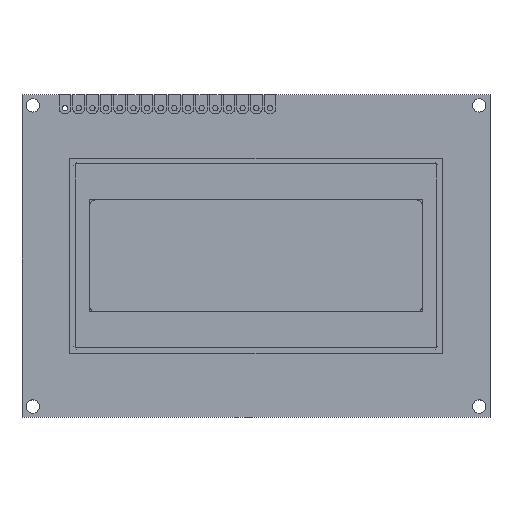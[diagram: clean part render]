
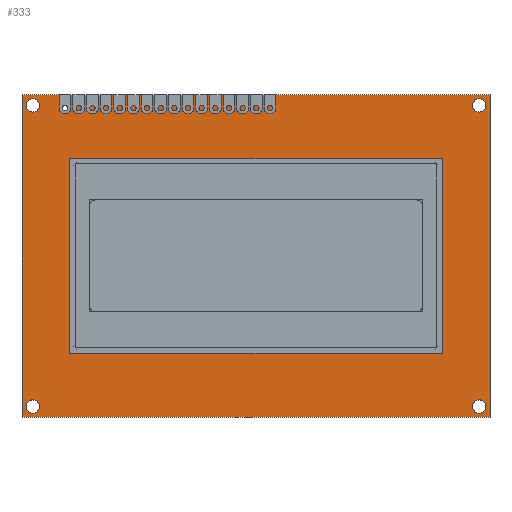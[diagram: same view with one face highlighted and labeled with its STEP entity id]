
A CAD part, top view. The second image highlights one B-rep face of the part: STEP entity #333.
In plain terms, the highlighted planar face has unit normal (0, 0, 1).
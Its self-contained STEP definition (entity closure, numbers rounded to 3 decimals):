
#24 = VERTEX_POINT('',#25);
#25 = CARTESIAN_POINT('',(-43.5,30.,1.6));
#31 = EDGE_CURVE('',#24,#32,#34,.T.);
#32 = VERTEX_POINT('',#33);
#33 = CARTESIAN_POINT('',(43.5,30.,1.6));
#34 = LINE('',#35,#36);
#35 = CARTESIAN_POINT('',(-43.5,30.,1.6));
#36 = VECTOR('',#37,1.);
#37 = DIRECTION('',(1.,0.,0.));
#62 = EDGE_CURVE('',#32,#63,#65,.T.);
#63 = VERTEX_POINT('',#64);
#64 = CARTESIAN_POINT('',(43.5,-30.,1.6));
#65 = LINE('',#66,#67);
#66 = CARTESIAN_POINT('',(43.5,30.,1.6));
#67 = VECTOR('',#68,1.);
#68 = DIRECTION('',(0.,-1.,0.));
#93 = EDGE_CURVE('',#63,#94,#96,.T.);
#94 = VERTEX_POINT('',#95);
#95 = CARTESIAN_POINT('',(-43.5,-30.,1.6));
#96 = LINE('',#97,#98);
#97 = CARTESIAN_POINT('',(43.5,-30.,1.6));
#98 = VECTOR('',#99,1.);
#99 = DIRECTION('',(-1.,0.,0.));
#124 = EDGE_CURVE('',#94,#24,#125,.T.);
#125 = LINE('',#126,#127);
#126 = CARTESIAN_POINT('',(-43.5,-30.,1.6));
#127 = VECTOR('',#128,1.);
#128 = DIRECTION('',(0.,1.,0.));
#148 = VERTEX_POINT('',#149);
#149 = CARTESIAN_POINT('',(-40.25,-28.,1.6));
#155 = EDGE_CURVE('',#148,#148,#156,.T.);
#156 = CIRCLE('',#157,1.25);
#157 = AXIS2_PLACEMENT_3D('',#158,#159,#160);
#158 = CARTESIAN_POINT('',(-41.5,-28.,1.6));
#159 = DIRECTION('',(0.,0.,1.));
#160 = DIRECTION('',(1.,0.,0.));
#181 = VERTEX_POINT('',#182);
#182 = CARTESIAN_POINT('',(42.75,-28.,1.6));
#188 = EDGE_CURVE('',#181,#181,#189,.T.);
#189 = CIRCLE('',#190,1.25);
#190 = AXIS2_PLACEMENT_3D('',#191,#192,#193);
#191 = CARTESIAN_POINT('',(41.5,-28.,1.6));
#192 = DIRECTION('',(0.,0.,1.));
#193 = DIRECTION('',(1.,0.,0.));
#214 = VERTEX_POINT('',#215);
#215 = CARTESIAN_POINT('',(42.75,28.,1.6));
#221 = EDGE_CURVE('',#214,#214,#222,.T.);
#222 = CIRCLE('',#223,1.25);
#223 = AXIS2_PLACEMENT_3D('',#224,#225,#226);
#224 = CARTESIAN_POINT('',(41.5,28.,1.6));
#225 = DIRECTION('',(0.,0.,1.));
#226 = DIRECTION('',(1.,0.,0.));
#247 = VERTEX_POINT('',#248);
#248 = CARTESIAN_POINT('',(-40.25,28.,1.6));
#254 = EDGE_CURVE('',#247,#247,#255,.T.);
#255 = CIRCLE('',#256,1.25);
#256 = AXIS2_PLACEMENT_3D('',#257,#258,#259);
#257 = CARTESIAN_POINT('',(-41.5,28.,1.6));
#258 = DIRECTION('',(0.,0.,1.));
#259 = DIRECTION('',(1.,0.,0.));
#280 = VERTEX_POINT('',#281);
#281 = CARTESIAN_POINT('',(-35.,27.5,1.6));
#287 = EDGE_CURVE('',#280,#280,#288,.T.);
#288 = CIRCLE('',#289,0.5);
#289 = AXIS2_PLACEMENT_3D('',#290,#291,#292);
#290 = CARTESIAN_POINT('',(-35.5,27.5,1.6));
#291 = DIRECTION('',(0.,0.,1.));
#292 = DIRECTION('',(1.,0.,0.));
#333 = ADVANCED_FACE('',(#334,#340,#343,#346,#349,#352),#355,.F.);
#334 = FACE_BOUND('',#335,.F.);
#335 = EDGE_LOOP('',(#336,#337,#338,#339));
#336 = ORIENTED_EDGE('',*,*,#31,.T.);
#337 = ORIENTED_EDGE('',*,*,#62,.T.);
#338 = ORIENTED_EDGE('',*,*,#93,.T.);
#339 = ORIENTED_EDGE('',*,*,#124,.T.);
#340 = FACE_BOUND('',#341,.F.);
#341 = EDGE_LOOP('',(#342));
#342 = ORIENTED_EDGE('',*,*,#155,.T.);
#343 = FACE_BOUND('',#344,.F.);
#344 = EDGE_LOOP('',(#345));
#345 = ORIENTED_EDGE('',*,*,#188,.T.);
#346 = FACE_BOUND('',#347,.F.);
#347 = EDGE_LOOP('',(#348));
#348 = ORIENTED_EDGE('',*,*,#221,.T.);
#349 = FACE_BOUND('',#350,.F.);
#350 = EDGE_LOOP('',(#351));
#351 = ORIENTED_EDGE('',*,*,#254,.T.);
#352 = FACE_BOUND('',#353,.F.);
#353 = EDGE_LOOP('',(#354));
#354 = ORIENTED_EDGE('',*,*,#287,.T.);
#355 = PLANE('',#356);
#356 = AXIS2_PLACEMENT_3D('',#357,#358,#359);
#357 = CARTESIAN_POINT('',(0.,0.,1.6));
#358 = DIRECTION('',(-0.,-0.,-1.));
#359 = DIRECTION('',(-1.,0.,0.));
